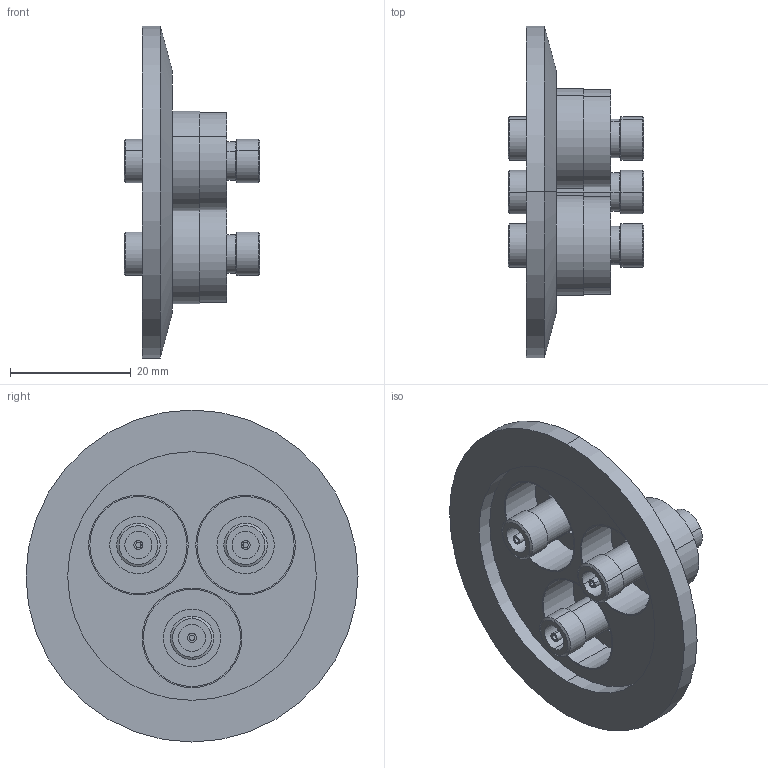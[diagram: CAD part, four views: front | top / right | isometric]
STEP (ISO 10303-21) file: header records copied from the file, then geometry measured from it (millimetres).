
FILE_DESCRIPTION (( 'STEP AP214' ), '1' );
FILE_NAME ('242-SMADF50-K40-3.STEP', '2016-08-04T12:25:14', ( 'allectra' ), ( 'Microsoft' ), 'SwSTEP 2.0', 'SolidWorks 2014', '' );
FILE_SCHEMA (( 'AUTOMOTIVE_DESIGN' ));
Length unit declared in the file: millimetre
Products named in the file (7): 242-SMADF50; 9431-KF40-16.5-3; 242-SMADF50-K40-3; 9431-KF40-16.5-3_DN40 KF
Assembly tree (4 placements, depth 2):
  242-SMADF50
  242-SMADF50
  9431-KF40-16.5-3
  242-SMADF50-K40-3
    9431-KF40-16.5-3_DN40 KF
    242-SMADF50  x3
  242-SMADF50
Bounding box: 22.5 x 55 x 55 mm (x, y, z)
Volume: 9490.2 mm3; surface area: 11000.3 mm2
Topology: 10 solids, 10 shells, 165 faces, 334 edges, 214 vertices
Faces by surface type: cylinder 94, plane 45, cone 26
Entity records: 2512 total; most frequent: DIRECTION 366, CARTESIAN_POINT 293, ORIENTED_EDGE 268, AXIS2_PLACEMENT_3D 159, EDGE_CURVE 134, CIRCLE 86, VERTEX_POINT 86, EDGE_LOOP 82
